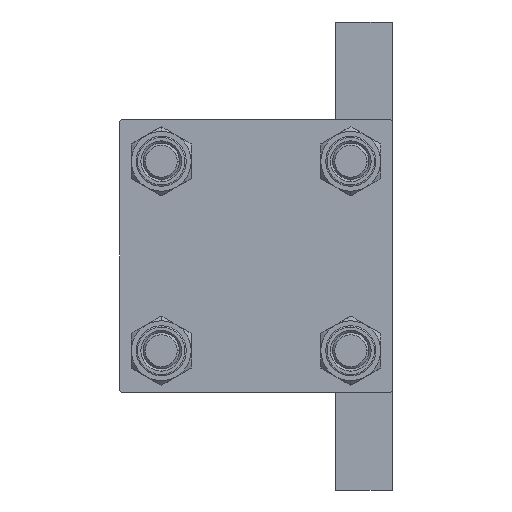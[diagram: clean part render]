
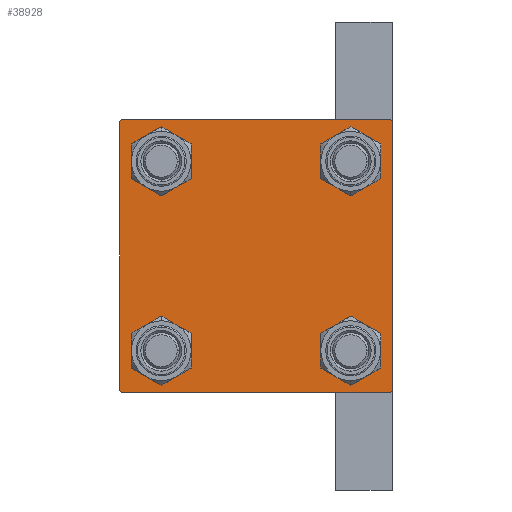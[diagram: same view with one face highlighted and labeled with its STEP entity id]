
A CAD part, left-side view. The second image highlights one B-rep face of the part: STEP entity #38928.
In plain terms, the highlighted planar face has unit normal (-1, 0, 0).
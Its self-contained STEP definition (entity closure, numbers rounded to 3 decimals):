
#132 = CARTESIAN_POINT ( 'NONE',  ( 0., 0., 0. ) ) ;
#157 = CARTESIAN_POINT ( 'NONE',  ( 0., -20.85, -20.85 ) ) ;
#363 = VERTEX_POINT ( 'NONE', #48329 ) ;
#417 = LINE ( 'NONE', #22093, #33096 ) ;
#540 = DIRECTION ( 'NONE',  ( 1., 0., 0. ) ) ;
#772 = CIRCLE ( 'NONE', #11761, 4.5 ) ;
#1562 = EDGE_LOOP ( 'NONE', ( #23674, #6342 ) ) ;
#1976 = EDGE_CURVE ( 'NONE', #16222, #43090, #29259, .T. ) ;
#2346 = ORIENTED_EDGE ( 'NONE', *, *, #36426, .T. ) ;
#2722 = DIRECTION ( 'NONE',  ( 0., -1., 0. ) ) ;
#2857 = FACE_BOUND ( 'NONE', #1562, .T. ) ;
#3428 = DIRECTION ( 'NONE',  ( 1., 0., 0. ) ) ;
#3523 = VERTEX_POINT ( 'NONE', #22615 ) ;
#3863 = CARTESIAN_POINT ( 'NONE',  ( 0., -30., 29.5 ) ) ;
#4149 = EDGE_CURVE ( 'NONE', #3523, #34185, #41942, .T. ) ;
#4878 = EDGE_CURVE ( 'NONE', #40611, #363, #34127, .T. ) ;
#5204 = AXIS2_PLACEMENT_3D ( 'NONE', #36961, #3428, #29795 ) ;
#5523 = DIRECTION ( 'NONE',  ( 0., -0.707, 0.707 ) ) ;
#5564 = ORIENTED_EDGE ( 'NONE', *, *, #35085, .T. ) ;
#5991 = CARTESIAN_POINT ( 'NONE',  ( 0., -29.75, -29.75 ) ) ;
#6336 = VERTEX_POINT ( 'NONE', #40657 ) ;
#6342 = ORIENTED_EDGE ( 'NONE', *, *, #6874, .T. ) ;
#6874 = EDGE_CURVE ( 'NONE', #43090, #16222, #27133, .T. ) ;
#7273 = DIRECTION ( 'NONE',  ( 0., 0., 1. ) ) ;
#7350 = DIRECTION ( 'NONE',  ( 0., 0.707, -0.707 ) ) ;
#7817 = DIRECTION ( 'NONE',  ( 1., 0., 0. ) ) ;
#8456 = CARTESIAN_POINT ( 'NONE',  ( 0., 20.85, 16.35 ) ) ;
#9352 = VECTOR ( 'NONE', #27235, 1000. ) ;
#9808 = EDGE_CURVE ( 'NONE', #21243, #45417, #48360, .T. ) ;
#9999 = DIRECTION ( 'NONE',  ( 1., 0., 0. ) ) ;
#10533 = CARTESIAN_POINT ( 'NONE',  ( 0., 29.5, 30. ) ) ;
#10596 = LINE ( 'NONE', #36990, #26563 ) ;
#10618 = CARTESIAN_POINT ( 'NONE',  ( 0., 30., -29.5 ) ) ;
#11609 = CARTESIAN_POINT ( 'NONE',  ( 0., -20.85, 20.85 ) ) ;
#11761 = AXIS2_PLACEMENT_3D ( 'NONE', #11609, #540, #45383 ) ;
#11793 = ORIENTED_EDGE ( 'NONE', *, *, #42889, .F. ) ;
#12466 = CARTESIAN_POINT ( 'NONE',  ( 0., -20.85, -16.35 ) ) ;
#14074 = EDGE_LOOP ( 'NONE', ( #40110, #44780, #44513, #40840, #19612, #36849, #11793, #23478 ) ) ;
#14390 = AXIS2_PLACEMENT_3D ( 'NONE', #31423, #24016, #39076 ) ;
#14807 = VERTEX_POINT ( 'NONE', #10533 ) ;
#14827 = EDGE_LOOP ( 'NONE', ( #26018, #5564 ) ) ;
#14861 = VERTEX_POINT ( 'NONE', #30491 ) ;
#15079 = CARTESIAN_POINT ( 'NONE',  ( 0., 29.75, -29.75 ) ) ;
#15382 = VECTOR ( 'NONE', #40739, 1000. ) ;
#16222 = VERTEX_POINT ( 'NONE', #12466 ) ;
#17345 = VERTEX_POINT ( 'NONE', #45154 ) ;
#17458 = EDGE_CURVE ( 'NONE', #25734, #14861, #10596, .T. ) ;
#18544 = DIRECTION ( 'NONE',  ( 0., -0.707, -0.707 ) ) ;
#18632 = EDGE_CURVE ( 'NONE', #19813, #25734, #41486, .T. ) ;
#18661 = AXIS2_PLACEMENT_3D ( 'NONE', #44741, #9999, #7273 ) ;
#18732 = VECTOR ( 'NONE', #7350, 1000. ) ;
#18869 = CARTESIAN_POINT ( 'NONE',  ( 0., -30., 30. ) ) ;
#19270 = EDGE_CURVE ( 'NONE', #14807, #17345, #37678, .T. ) ;
#19604 = CARTESIAN_POINT ( 'NONE',  ( 0., -29.5, 30. ) ) ;
#19612 = ORIENTED_EDGE ( 'NONE', *, *, #40986, .F. ) ;
#19813 = VERTEX_POINT ( 'NONE', #10618 ) ;
#20057 = CARTESIAN_POINT ( 'NONE',  ( 0., 30., 30. ) ) ;
#21051 = EDGE_LOOP ( 'NONE', ( #48447, #2346 ) ) ;
#21243 = VERTEX_POINT ( 'NONE', #3863 ) ;
#22093 = CARTESIAN_POINT ( 'NONE',  ( 0., 30., 30. ) ) ;
#22615 = CARTESIAN_POINT ( 'NONE',  ( 0., -20.85, 25.35 ) ) ;
#22630 = CARTESIAN_POINT ( 'NONE',  ( 0., 20.85, -16.35 ) ) ;
#22812 = LINE ( 'NONE', #18869, #26600 ) ;
#23478 = ORIENTED_EDGE ( 'NONE', *, *, #19270, .T. ) ;
#23674 = ORIENTED_EDGE ( 'NONE', *, *, #1976, .T. ) ;
#23948 = AXIS2_PLACEMENT_3D ( 'NONE', #157, #41803, #27013 ) ;
#24016 = DIRECTION ( 'NONE',  ( 1., 0., 0. ) ) ;
#24202 = DIRECTION ( 'NONE',  ( 1., 0., 0. ) ) ;
#24518 = ORIENTED_EDGE ( 'NONE', *, *, #4149, .T. ) ;
#24914 = CARTESIAN_POINT ( 'NONE',  ( 0., -20.85, 20.85 ) ) ;
#25734 = VERTEX_POINT ( 'NONE', #31660 ) ;
#26018 = ORIENTED_EDGE ( 'NONE', *, *, #30538, .T. ) ;
#26179 = CARTESIAN_POINT ( 'NONE',  ( 0., -29.75, 29.75 ) ) ;
#26294 = DIRECTION ( 'NONE',  ( 0., 0., 1. ) ) ;
#26552 = CARTESIAN_POINT ( 'NONE',  ( 0., 20.85, 20.85 ) ) ;
#26563 = VECTOR ( 'NONE', #2722, 1000. ) ;
#26587 = CARTESIAN_POINT ( 'NONE',  ( 0., 29.75, 29.75 ) ) ;
#26600 = VECTOR ( 'NONE', #41801, 1000. ) ;
#26689 = DIRECTION ( 'NONE',  ( 0., 0., 1. ) ) ;
#27013 = DIRECTION ( 'NONE',  ( 0., 0., 1. ) ) ;
#27075 = VERTEX_POINT ( 'NONE', #8456 ) ;
#27133 = CIRCLE ( 'NONE', #23948, 4.5 ) ;
#27196 = AXIS2_PLACEMENT_3D ( 'NONE', #26552, #7817, #26294 ) ;
#27235 = DIRECTION ( 'NONE',  ( 0., -1., 0. ) ) ;
#28376 = CARTESIAN_POINT ( 'NONE',  ( 0., -20.85, -25.35 ) ) ;
#28976 = DIRECTION ( 'NONE',  ( -1., 0., 0. ) ) ;
#29259 = CIRCLE ( 'NONE', #48147, 4.5 ) ;
#29795 = DIRECTION ( 'NONE',  ( 0., 0., 1. ) ) ;
#30373 = DIRECTION ( 'NONE',  ( 1., 0., 0. ) ) ;
#30491 = CARTESIAN_POINT ( 'NONE',  ( 0., -29.5, -30. ) ) ;
#30538 = EDGE_CURVE ( 'NONE', #46903, #27075, #32670, .T. ) ;
#31423 = CARTESIAN_POINT ( 'NONE',  ( 0., 20.85, -20.85 ) ) ;
#31660 = CARTESIAN_POINT ( 'NONE',  ( 0., 29.5, -30. ) ) ;
#32053 = CIRCLE ( 'NONE', #18661, 4.5 ) ;
#32670 = CIRCLE ( 'NONE', #27196, 4.5 ) ;
#33096 = VECTOR ( 'NONE', #34178, 1000. ) ;
#33415 = FACE_OUTER_BOUND ( 'NONE', #14074, .T. ) ;
#33516 = EDGE_CURVE ( 'NONE', #14861, #6336, #39300, .T. ) ;
#33906 = FACE_BOUND ( 'NONE', #14827, .T. ) ;
#34127 = CIRCLE ( 'NONE', #14390, 4.5 ) ;
#34178 = DIRECTION ( 'NONE',  ( 0., 0., -1. ) ) ;
#34185 = VERTEX_POINT ( 'NONE', #36199 ) ;
#34484 = CARTESIAN_POINT ( 'NONE',  ( 0., 20.85, 25.35 ) ) ;
#34523 = VECTOR ( 'NONE', #18544, 1000. ) ;
#35085 = EDGE_CURVE ( 'NONE', #27075, #46903, #32053, .T. ) ;
#35154 = VECTOR ( 'NONE', #5523, 1000. ) ;
#36199 = CARTESIAN_POINT ( 'NONE',  ( 0., -20.85, 16.35 ) ) ;
#36426 = EDGE_CURVE ( 'NONE', #363, #40611, #47679, .T. ) ;
#36849 = ORIENTED_EDGE ( 'NONE', *, *, #9808, .T. ) ;
#36961 = CARTESIAN_POINT ( 'NONE',  ( 0., 20.85, -20.85 ) ) ;
#36990 = CARTESIAN_POINT ( 'NONE',  ( 0., 30., -30. ) ) ;
#37678 = LINE ( 'NONE', #26587, #18732 ) ;
#38928 = ADVANCED_FACE ( 'NONE', ( #40814, #2857, #44743, #33906, #33415 ), #48436, .T. ) ;
#39076 = DIRECTION ( 'NONE',  ( 0., 0., 1. ) ) ;
#39300 = LINE ( 'NONE', #5991, #35154 ) ;
#39341 = EDGE_LOOP ( 'NONE', ( #24518, #40957 ) ) ;
#40110 = ORIENTED_EDGE ( 'NONE', *, *, #47829, .T. ) ;
#40611 = VERTEX_POINT ( 'NONE', #22630 ) ;
#40657 = CARTESIAN_POINT ( 'NONE',  ( 0., -30., -29.5 ) ) ;
#40739 = DIRECTION ( 'NONE',  ( 0., 0.707, 0.707 ) ) ;
#40814 = FACE_BOUND ( 'NONE', #39341, .T. ) ;
#40840 = ORIENTED_EDGE ( 'NONE', *, *, #33516, .T. ) ;
#40957 = ORIENTED_EDGE ( 'NONE', *, *, #44845, .T. ) ;
#40986 = EDGE_CURVE ( 'NONE', #21243, #6336, #22812, .T. ) ;
#41486 = LINE ( 'NONE', #15079, #34523 ) ;
#41801 = DIRECTION ( 'NONE',  ( 0., 0., -1. ) ) ;
#41803 = DIRECTION ( 'NONE',  ( 1., 0., 0. ) ) ;
#41942 = CIRCLE ( 'NONE', #48223, 4.5 ) ;
#42674 = CARTESIAN_POINT ( 'NONE',  ( 0., -20.85, -20.85 ) ) ;
#42889 = EDGE_CURVE ( 'NONE', #14807, #45417, #46447, .T. ) ;
#43090 = VERTEX_POINT ( 'NONE', #28376 ) ;
#44006 = DIRECTION ( 'NONE',  ( 0., 0., 1. ) ) ;
#44513 = ORIENTED_EDGE ( 'NONE', *, *, #17458, .T. ) ;
#44741 = CARTESIAN_POINT ( 'NONE',  ( 0., 20.85, 20.85 ) ) ;
#44743 = FACE_BOUND ( 'NONE', #21051, .T. ) ;
#44780 = ORIENTED_EDGE ( 'NONE', *, *, #18632, .T. ) ;
#44845 = EDGE_CURVE ( 'NONE', #34185, #3523, #772, .T. ) ;
#45154 = CARTESIAN_POINT ( 'NONE',  ( 0., 30., 29.5 ) ) ;
#45383 = DIRECTION ( 'NONE',  ( 0., 0., 1. ) ) ;
#45417 = VERTEX_POINT ( 'NONE', #19604 ) ;
#46447 = LINE ( 'NONE', #20057, #9352 ) ;
#46879 = DIRECTION ( 'NONE',  ( 0., 0., 1. ) ) ;
#46903 = VERTEX_POINT ( 'NONE', #34484 ) ;
#47679 = CIRCLE ( 'NONE', #5204, 4.5 ) ;
#47799 = AXIS2_PLACEMENT_3D ( 'NONE', #132, #28976, #44006 ) ;
#47829 = EDGE_CURVE ( 'NONE', #17345, #19813, #417, .T. ) ;
#48147 = AXIS2_PLACEMENT_3D ( 'NONE', #42674, #30373, #26689 ) ;
#48223 = AXIS2_PLACEMENT_3D ( 'NONE', #24914, #24202, #46879 ) ;
#48329 = CARTESIAN_POINT ( 'NONE',  ( 0., 20.85, -25.35 ) ) ;
#48360 = LINE ( 'NONE', #26179, #15382 ) ;
#48436 = PLANE ( 'NONE',  #47799 ) ;
#48447 = ORIENTED_EDGE ( 'NONE', *, *, #4878, .T. ) ;
